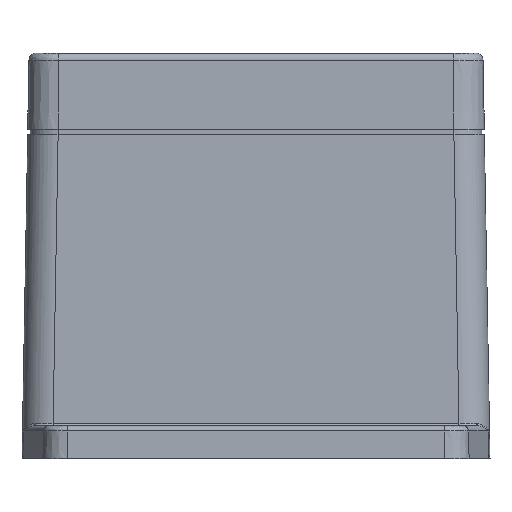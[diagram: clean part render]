
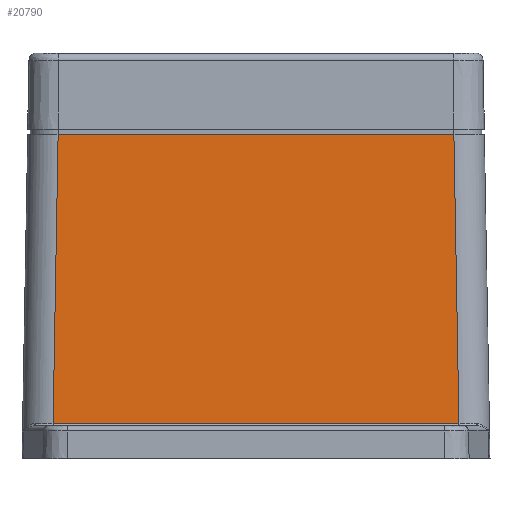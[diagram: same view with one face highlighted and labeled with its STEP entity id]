
A CAD part, front view. The second image highlights one B-rep face of the part: STEP entity #20790.
In plain terms, the highlighted planar face has unit normal (0, -1, 0.018).
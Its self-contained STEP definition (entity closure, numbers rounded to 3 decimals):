
#7542 = CARTESIAN_POINT ( 'NONE',  ( -92504.728, -46813.222, 7.991 ) ) ;
#7579 = CARTESIAN_POINT ( 'NONE',  ( -92424.736, -46813.222, 7.991 ) ) ;
#7670 = LINE ( 'NONE', #7725, #7713 ) ;
#7713 = VECTOR ( 'NONE', #7724, 1000. ) ;
#7724 = DIRECTION ( 'NONE',  ( 1., 0., 0. ) ) ;
#7725 = CARTESIAN_POINT ( 'NONE',  ( -92509.732, -46813.222, 7.991 ) ) ;
#10337 = CARTESIAN_POINT ( 'NONE',  ( -92503.733, -46812.227, 65. ) ) ;
#10950 = DIRECTION ( 'NONE',  ( 0., -1., 0.017 ) ) ;
#10951 = CARTESIAN_POINT ( 'NONE',  ( -92509.732, -46812.227, 65. ) ) ;
#10955 = AXIS2_PLACEMENT_3D ( 'NONE', #10951, #10950, #11019 ) ;
#10971 = LINE ( 'NONE', #11017, #11016 ) ;
#10992 = CARTESIAN_POINT ( 'NONE',  ( -92425.731, -46812.227, 65. ) ) ;
#10993 = PLANE ( 'NONE',  #10955 ) ;
#10994 = FACE_OUTER_BOUND ( 'NONE', #20730, .T. ) ;
#11006 = DIRECTION ( 'NONE',  ( 0.017, -0.017, -1. ) ) ;
#11007 = VECTOR ( 'NONE', #11006, 1000. ) ;
#11008 = CARTESIAN_POINT ( 'NONE',  ( -92425.743, -46812.215, 65.68 ) ) ;
#11010 = LINE ( 'NONE', #11008, #11007 ) ;
#11011 = DIRECTION ( 'NONE',  ( 1., 0., 0. ) ) ;
#11012 = VECTOR ( 'NONE', #11011, 1000. ) ;
#11013 = CARTESIAN_POINT ( 'NONE',  ( -92464.732, -46812.227, 65. ) ) ;
#11014 = LINE ( 'NONE', #11013, #11012 ) ;
#11015 = DIRECTION ( 'NONE',  ( 0.017, 0.017, 1. ) ) ;
#11016 = VECTOR ( 'NONE', #11015, 1000. ) ;
#11017 = CARTESIAN_POINT ( 'NONE',  ( -92503.718, -46812.211, 65.898 ) ) ;
#11019 = DIRECTION ( 'NONE',  ( 0., -0.017, -1. ) ) ;
#20321 = VERTEX_POINT ( 'NONE', #7542 ) ;
#20327 = VERTEX_POINT ( 'NONE', #7579 ) ;
#20386 = EDGE_CURVE ( 'NONE', #20321, #20327, #7670, .T. ) ;
#20730 = EDGE_LOOP ( 'NONE', ( #20793, #20792, #20798, #20797 ) ) ;
#20739 = VERTEX_POINT ( 'NONE', #10337 ) ;
#20790 = ADVANCED_FACE ( 'NONE', ( #10994 ), #10993, .T. ) ;
#20791 = VERTEX_POINT ( 'NONE', #10992 ) ;
#20792 = ORIENTED_EDGE ( 'NONE', *, *, #20794, .F. ) ;
#20793 = ORIENTED_EDGE ( 'NONE', *, *, #20795, .F. ) ;
#20794 = EDGE_CURVE ( 'NONE', #20321, #20739, #10971, .T. ) ;
#20795 = EDGE_CURVE ( 'NONE', #20739, #20791, #11014, .T. ) ;
#20796 = EDGE_CURVE ( 'NONE', #20791, #20327, #11010, .T. ) ;
#20797 = ORIENTED_EDGE ( 'NONE', *, *, #20796, .F. ) ;
#20798 = ORIENTED_EDGE ( 'NONE', *, *, #20386, .T. ) ;
